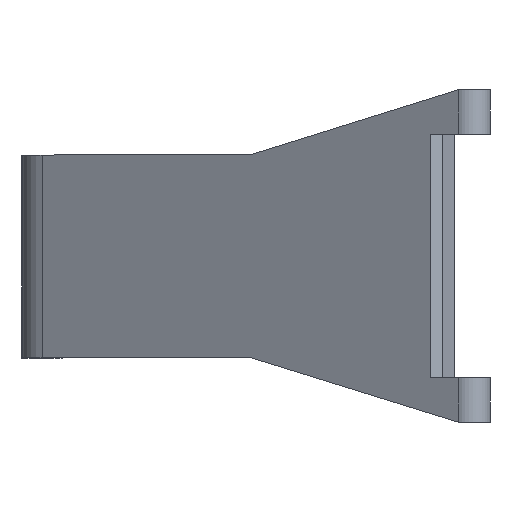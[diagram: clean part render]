
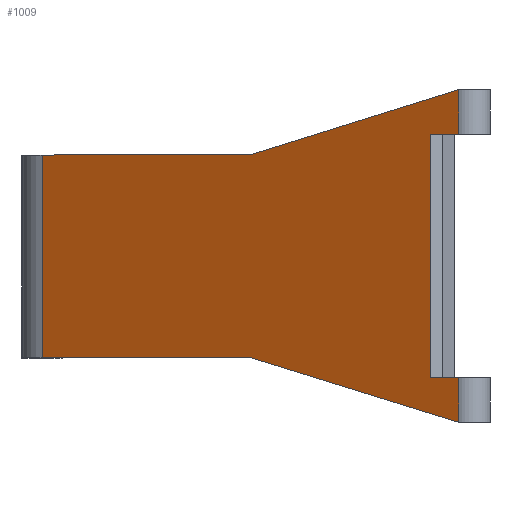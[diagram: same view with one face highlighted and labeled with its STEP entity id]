
A CAD part, top view. The second image highlights one B-rep face of the part: STEP entity #1009.
In plain terms, the highlighted planar face has unit normal (-0.516, 0, 0.857).
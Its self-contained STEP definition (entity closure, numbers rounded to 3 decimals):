
#4 = EDGE_LOOP ( 'NONE', ( #892, #957, #184, #811, #931, #130, #74, #411, #60, #1001 ) ) ;
#11 = VECTOR ( 'NONE', #998, 1000. ) ;
#12 = DIRECTION ( 'NONE',  ( 0., 1., 0. ) ) ;
#26 = VERTEX_POINT ( 'NONE', #810 ) ;
#48 = CARTESIAN_POINT ( 'NONE',  ( -14.785, 27.5, 24.565 ) ) ;
#60 = ORIENTED_EDGE ( 'NONE', *, *, #797, .F. ) ;
#74 = ORIENTED_EDGE ( 'NONE', *, *, #408, .F. ) ;
#87 = VECTOR ( 'NONE', #622, 1000. ) ;
#101 = DIRECTION ( 'NONE',  ( 0., 1., 0. ) ) ;
#111 = VECTOR ( 'NONE', #152, 1000. ) ;
#116 = EDGE_CURVE ( 'NONE', #665, #370, #700, .T. ) ;
#130 = ORIENTED_EDGE ( 'NONE', *, *, #682, .T. ) ;
#139 = CARTESIAN_POINT ( 'NONE',  ( 0., 0., 33.464 ) ) ;
#152 = DIRECTION ( 'NONE',  ( 0.857, 0., 0.516 ) ) ;
#156 = CARTESIAN_POINT ( 'NONE',  ( 51.336, 0., 64.363 ) ) ;
#184 = ORIENTED_EDGE ( 'NONE', *, *, #241, .F. ) ;
#195 = EDGE_CURVE ( 'NONE', #851, #833, #402, .T. ) ;
#213 = PLANE ( 'NONE',  #802 ) ;
#216 = VECTOR ( 'NONE', #855, 1000. ) ;
#222 = CARTESIAN_POINT ( 'NONE',  ( 51.336, 0., 64.363 ) ) ;
#241 = EDGE_CURVE ( 'NONE', #613, #370, #926, .T. ) ;
#242 = CARTESIAN_POINT ( 'NONE',  ( 47.909, 27.5, 62.3 ) ) ;
#251 = VECTOR ( 'NONE', #101, 1000. ) ;
#258 = VERTEX_POINT ( 'NONE', #513 ) ;
#262 = CARTESIAN_POINT ( 'NONE',  ( 47.909, -2.5, 62.3 ) ) ;
#287 = DIRECTION ( 'NONE',  ( -0.857, 0., -0.516 ) ) ;
#309 = LINE ( 'NONE', #639, #906 ) ;
#311 = CARTESIAN_POINT ( 'NONE',  ( -14.785, -2.5, 24.565 ) ) ;
#333 = VERTEX_POINT ( 'NONE', #554 ) ;
#358 = EDGE_CURVE ( 'NONE', #258, #26, #895, .T. ) ;
#367 = CARTESIAN_POINT ( 'NONE',  ( -14.785, 0., 24.565 ) ) ;
#370 = VERTEX_POINT ( 'NONE', #242 ) ;
#377 = EDGE_CURVE ( 'NONE', #706, #658, #880, .T. ) ;
#402 = LINE ( 'NONE', #728, #885 ) ;
#408 = EDGE_CURVE ( 'NONE', #833, #333, #510, .T. ) ;
#411 = ORIENTED_EDGE ( 'NONE', *, *, #195, .F. ) ;
#413 = CARTESIAN_POINT ( 'NONE',  ( 51.336, 33., 64.363 ) ) ;
#467 = VECTOR ( 'NONE', #667, 1000. ) ;
#497 = EDGE_CURVE ( 'NONE', #613, #706, #891, .T. ) ;
#510 = LINE ( 'NONE', #1000, #251 ) ;
#513 = CARTESIAN_POINT ( 'NONE',  ( 51.336, -8., 64.363 ) ) ;
#534 = CARTESIAN_POINT ( 'NONE',  ( 25.668, 25., 48.913 ) ) ;
#552 = VECTOR ( 'NONE', #974, 1000. ) ;
#554 = CARTESIAN_POINT ( 'NONE',  ( 0., 25., 33.464 ) ) ;
#611 = LINE ( 'NONE', #934, #216 ) ;
#613 = VERTEX_POINT ( 'NONE', #643 ) ;
#622 = DIRECTION ( 'NONE',  ( 0., 1., 0. ) ) ;
#639 = CARTESIAN_POINT ( 'NONE',  ( 51.336, -8., 64.363 ) ) ;
#643 = CARTESIAN_POINT ( 'NONE',  ( 51.336, 27.5, 64.363 ) ) ;
#658 = VERTEX_POINT ( 'NONE', #534 ) ;
#665 = VERTEX_POINT ( 'NONE', #262 ) ;
#667 = DIRECTION ( 'NONE',  ( -0.828, -0.258, -0.498 ) ) ;
#682 = EDGE_CURVE ( 'NONE', #658, #333, #611, .T. ) ;
#700 = LINE ( 'NONE', #788, #87 ) ;
#706 = VERTEX_POINT ( 'NONE', #413 ) ;
#722 = EDGE_CURVE ( 'NONE', #665, #26, #799, .T. ) ;
#728 = CARTESIAN_POINT ( 'NONE',  ( -14.785, 0., 24.565 ) ) ;
#785 = VECTOR ( 'NONE', #12, 1000. ) ;
#788 = CARTESIAN_POINT ( 'NONE',  ( 47.909, 27.5, 62.3 ) ) ;
#795 = DIRECTION ( 'NONE',  ( -0.857, 0., -0.516 ) ) ;
#797 = EDGE_CURVE ( 'NONE', #258, #851, #309, .T. ) ;
#799 = LINE ( 'NONE', #311, #111 ) ;
#802 = AXIS2_PLACEMENT_3D ( 'NONE', #367, #862, #287 ) ;
#804 = DIRECTION ( 'NONE',  ( -0.828, 0.258, -0.498 ) ) ;
#810 = CARTESIAN_POINT ( 'NONE',  ( 51.336, -2.5, 64.363 ) ) ;
#811 = ORIENTED_EDGE ( 'NONE', *, *, #497, .T. ) ;
#833 = VERTEX_POINT ( 'NONE', #139 ) ;
#851 = VERTEX_POINT ( 'NONE', #1032 ) ;
#855 = DIRECTION ( 'NONE',  ( -0.857, 0., -0.516 ) ) ;
#862 = DIRECTION ( 'NONE',  ( 0.516, 0., -0.857 ) ) ;
#880 = LINE ( 'NONE', #1004, #467 ) ;
#885 = VECTOR ( 'NONE', #795, 1000. ) ;
#891 = LINE ( 'NONE', #156, #552 ) ;
#892 = ORIENTED_EDGE ( 'NONE', *, *, #722, .F. ) ;
#895 = LINE ( 'NONE', #222, #785 ) ;
#906 = VECTOR ( 'NONE', #804, 1000. ) ;
#926 = LINE ( 'NONE', #48, #11 ) ;
#931 = ORIENTED_EDGE ( 'NONE', *, *, #377, .T. ) ;
#934 = CARTESIAN_POINT ( 'NONE',  ( -14.785, 25., 24.565 ) ) ;
#957 = ORIENTED_EDGE ( 'NONE', *, *, #116, .T. ) ;
#974 = DIRECTION ( 'NONE',  ( 0., 1., 0. ) ) ;
#998 = DIRECTION ( 'NONE',  ( -0.857, 0., -0.516 ) ) ;
#1000 = CARTESIAN_POINT ( 'NONE',  ( 0., 0., 33.464 ) ) ;
#1001 = ORIENTED_EDGE ( 'NONE', *, *, #358, .T. ) ;
#1004 = CARTESIAN_POINT ( 'NONE',  ( 51.336, 33., 64.363 ) ) ;
#1009 = ADVANCED_FACE ( 'NONE', ( #1017 ), #213, .F. ) ;
#1017 = FACE_OUTER_BOUND ( 'NONE', #4, .T. ) ;
#1032 = CARTESIAN_POINT ( 'NONE',  ( 25.668, 0., 48.913 ) ) ;
